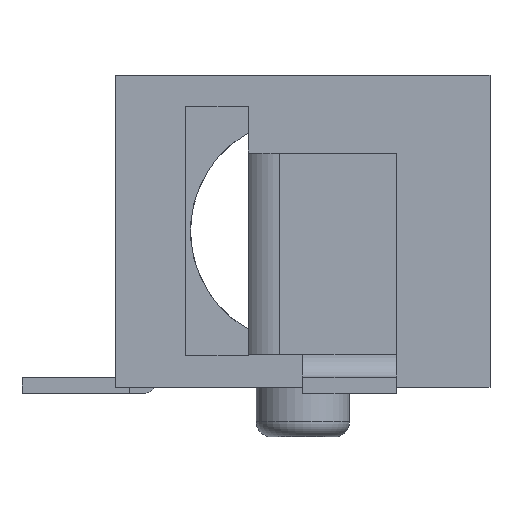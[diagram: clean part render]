
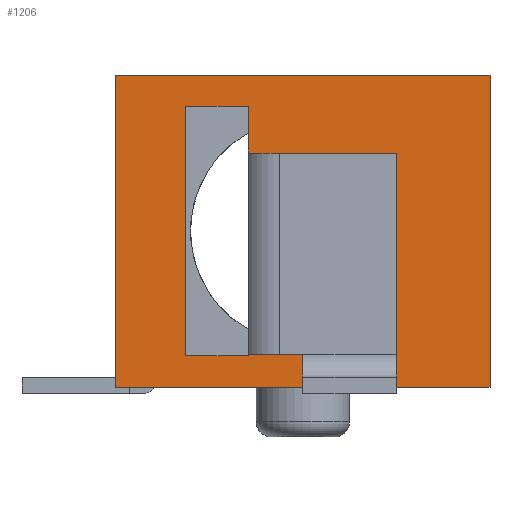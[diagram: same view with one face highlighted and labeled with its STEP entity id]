
A CAD part, front view. The second image highlights one B-rep face of the part: STEP entity #1206.
In plain terms, the highlighted planar face has unit normal (0, -1, 0).
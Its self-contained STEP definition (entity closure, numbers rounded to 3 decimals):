
#662 = EDGE_CURVE('',#663,#665,#667,.T.);
#663 = VERTEX_POINT('',#664);
#664 = CARTESIAN_POINT('',(1.5,-8.5,3.75));
#665 = VERTEX_POINT('',#666);
#666 = CARTESIAN_POINT('',(-0.875,-8.5,3.75));
#667 = LINE('',#668,#669);
#668 = CARTESIAN_POINT('',(1.5,-8.5,3.75));
#669 = VECTOR('',#670,1.);
#670 = DIRECTION('',(-1.,0.,0.));
#706 = VERTEX_POINT('',#707);
#707 = CARTESIAN_POINT('',(-0.875,-8.5,0.525));
#714 = EDGE_CURVE('',#706,#715,#717,.T.);
#715 = VERTEX_POINT('',#716);
#716 = CARTESIAN_POINT('',(0.,-8.5,0.525));
#717 = LINE('',#718,#719);
#718 = CARTESIAN_POINT('',(-0.375,-8.5,0.525));
#719 = VECTOR('',#720,1.);
#720 = DIRECTION('',(1.,0.,0.));
#878 = VERTEX_POINT('',#879);
#879 = CARTESIAN_POINT('',(1.5,-8.5,0.525));
#886 = EDGE_CURVE('',#663,#878,#887,.T.);
#887 = LINE('',#888,#889);
#888 = CARTESIAN_POINT('',(1.5,-8.5,3.75));
#889 = VECTOR('',#890,1.);
#890 = DIRECTION('',(0.,0.,-1.));
#952 = EDGE_CURVE('',#878,#715,#953,.T.);
#953 = LINE('',#954,#955);
#954 = CARTESIAN_POINT('',(1.5,-8.5,0.525));
#955 = VECTOR('',#956,1.);
#956 = DIRECTION('',(-1.,0.,0.));
#1002 = VERTEX_POINT('',#1003);
#1003 = CARTESIAN_POINT('',(-3.,-8.5,0.));
#1009 = EDGE_CURVE('',#1002,#1010,#1012,.T.);
#1010 = VERTEX_POINT('',#1011);
#1011 = CARTESIAN_POINT('',(-3.,-8.5,5.));
#1012 = LINE('',#1013,#1014);
#1013 = CARTESIAN_POINT('',(-3.,-8.5,0.));
#1014 = VECTOR('',#1015,1.);
#1015 = DIRECTION('',(0.,0.,1.));
#1132 = VERTEX_POINT('',#1133);
#1133 = CARTESIAN_POINT('',(3.,-8.5,0.));
#1139 = EDGE_CURVE('',#1002,#1132,#1140,.T.);
#1140 = LINE('',#1141,#1142);
#1141 = CARTESIAN_POINT('',(-3.,-8.5,0.));
#1142 = VECTOR('',#1143,1.);
#1143 = DIRECTION('',(1.,0.,0.));
#1206 = ADVANCED_FACE('',(#1207,#1225),#1269,.F.);
#1207 = FACE_BOUND('',#1208,.T.);
#1208 = EDGE_LOOP('',(#1209,#1210,#1218,#1224));
#1209 = ORIENTED_EDGE('',*,*,#1139,.T.);
#1210 = ORIENTED_EDGE('',*,*,#1211,.T.);
#1211 = EDGE_CURVE('',#1132,#1212,#1214,.T.);
#1212 = VERTEX_POINT('',#1213);
#1213 = CARTESIAN_POINT('',(3.,-8.5,5.));
#1214 = LINE('',#1215,#1216);
#1215 = CARTESIAN_POINT('',(3.,-8.5,0.));
#1216 = VECTOR('',#1217,1.);
#1217 = DIRECTION('',(0.,0.,1.));
#1218 = ORIENTED_EDGE('',*,*,#1219,.F.);
#1219 = EDGE_CURVE('',#1010,#1212,#1220,.T.);
#1220 = LINE('',#1221,#1222);
#1221 = CARTESIAN_POINT('',(-3.,-8.5,5.));
#1222 = VECTOR('',#1223,1.);
#1223 = DIRECTION('',(1.,0.,0.));
#1224 = ORIENTED_EDGE('',*,*,#1009,.F.);
#1225 = FACE_BOUND('',#1226,.T.);
#1226 = EDGE_LOOP('',(#1227,#1237,#1243,#1244,#1245,#1246,#1247,#1255,
    #1263));
#1227 = ORIENTED_EDGE('',*,*,#1228,.F.);
#1228 = EDGE_CURVE('',#1229,#1231,#1233,.T.);
#1229 = VERTEX_POINT('',#1230);
#1230 = CARTESIAN_POINT('',(-0.875,-8.5,4.5));
#1231 = VERTEX_POINT('',#1232);
#1232 = CARTESIAN_POINT('',(-1.875,-8.5,4.5));
#1233 = LINE('',#1234,#1235);
#1234 = CARTESIAN_POINT('',(-0.875,-8.5,4.5));
#1235 = VECTOR('',#1236,1.);
#1236 = DIRECTION('',(-1.,0.,0.));
#1237 = ORIENTED_EDGE('',*,*,#1238,.T.);
#1238 = EDGE_CURVE('',#1229,#665,#1239,.T.);
#1239 = LINE('',#1240,#1241);
#1240 = CARTESIAN_POINT('',(-0.875,-8.5,0.));
#1241 = VECTOR('',#1242,1.);
#1242 = DIRECTION('',(0.,0.,-1.));
#1243 = ORIENTED_EDGE('',*,*,#662,.F.);
#1244 = ORIENTED_EDGE('',*,*,#886,.T.);
#1245 = ORIENTED_EDGE('',*,*,#952,.T.);
#1246 = ORIENTED_EDGE('',*,*,#714,.F.);
#1247 = ORIENTED_EDGE('',*,*,#1248,.F.);
#1248 = EDGE_CURVE('',#1249,#706,#1251,.T.);
#1249 = VERTEX_POINT('',#1250);
#1250 = CARTESIAN_POINT('',(-0.875,-8.5,0.5));
#1251 = LINE('',#1252,#1253);
#1252 = CARTESIAN_POINT('',(-0.875,-8.5,4.5));
#1253 = VECTOR('',#1254,1.);
#1254 = DIRECTION('',(0.,0.,1.));
#1255 = ORIENTED_EDGE('',*,*,#1256,.F.);
#1256 = EDGE_CURVE('',#1257,#1249,#1259,.T.);
#1257 = VERTEX_POINT('',#1258);
#1258 = CARTESIAN_POINT('',(-1.875,-8.5,0.5));
#1259 = LINE('',#1260,#1261);
#1260 = CARTESIAN_POINT('',(-0.875,-8.5,0.5));
#1261 = VECTOR('',#1262,1.);
#1262 = DIRECTION('',(1.,0.,0.));
#1263 = ORIENTED_EDGE('',*,*,#1264,.F.);
#1264 = EDGE_CURVE('',#1231,#1257,#1265,.T.);
#1265 = LINE('',#1266,#1267);
#1266 = CARTESIAN_POINT('',(-1.875,-8.5,4.5));
#1267 = VECTOR('',#1268,1.);
#1268 = DIRECTION('',(0.,0.,-1.));
#1269 = PLANE('',#1270);
#1270 = AXIS2_PLACEMENT_3D('',#1271,#1272,#1273);
#1271 = CARTESIAN_POINT('',(-3.,-8.5,0.));
#1272 = DIRECTION('',(0.,1.,0.));
#1273 = DIRECTION('',(-1.,0.,0.));
